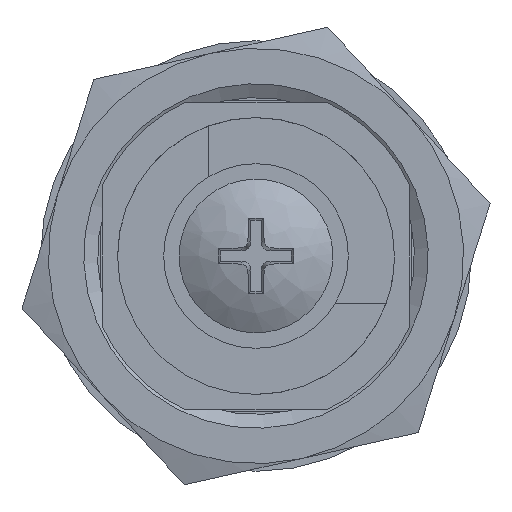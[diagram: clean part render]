
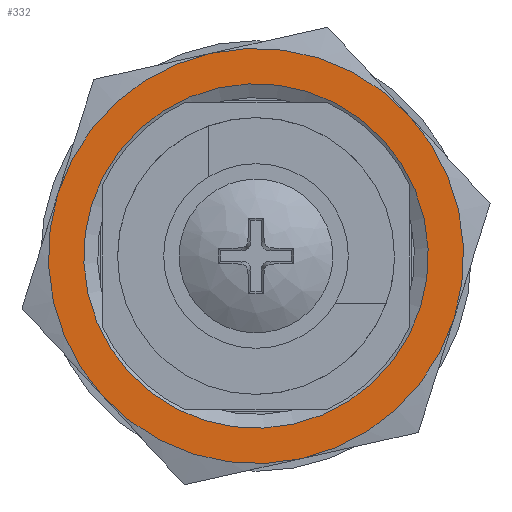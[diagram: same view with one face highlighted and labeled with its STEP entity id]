
A CAD part, front view. The second image highlights one B-rep face of the part: STEP entity #332.
In plain terms, the highlighted planar face has unit normal (0, -1, 0).
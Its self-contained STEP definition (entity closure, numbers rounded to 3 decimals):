
#332=ADVANCED_FACE('',(#500,#501),#502,.F.);
#500=FACE_BOUND('',#823,.T.);
#501=FACE_OUTER_BOUND('',#824,.T.);
#502=PLANE('',#825);
#823=EDGE_LOOP('',(#1619));
#824=EDGE_LOOP('',(#1620,#1621,#1622,#1623,#1624,#1625));
#825=AXIS2_PLACEMENT_3D('',#1626,#1627,#1628);
#1619=ORIENTED_EDGE('',*,*,#2752,.T.);
#1620=ORIENTED_EDGE('',*,*,#2753,.F.);
#1621=ORIENTED_EDGE('',*,*,#2754,.F.);
#1622=ORIENTED_EDGE('',*,*,#2755,.F.);
#1623=ORIENTED_EDGE('',*,*,#2756,.F.);
#1624=ORIENTED_EDGE('',*,*,#2720,.F.);
#1625=ORIENTED_EDGE('',*,*,#2757,.F.);
#1626=CARTESIAN_POINT('',(-4.665,-6.3,-14.874));
#1627=DIRECTION('',(0.,1.0,0.));
#1628=DIRECTION('',(0.218,0.,-0.976));
#2720=EDGE_CURVE('',#3139,#3136,#3141,.T.);
#2752=EDGE_CURVE('',#3200,#3200,#3201,.T.);
#2753=EDGE_CURVE('',#3202,#3147,#3203,.T.);
#2754=EDGE_CURVE('',#3204,#3202,#3205,.T.);
#2755=EDGE_CURVE('',#3206,#3204,#3207,.T.);
#2756=EDGE_CURVE('',#3136,#3206,#3208,.T.);
#2757=EDGE_CURVE('',#3147,#3139,#3209,.T.);
#3136=VERTEX_POINT('',#3852);
#3139=VERTEX_POINT('',#3860);
#3141=CIRCLE('',#3867,13.5);
#3147=VERTEX_POINT('',#3879);
#3200=VERTEX_POINT('',#3966);
#3201=CIRCLE('',#3967,11.2);
#3202=VERTEX_POINT('',#3968);
#3203=CIRCLE('',#3969,13.5);
#3204=VERTEX_POINT('',#3970);
#3205=CIRCLE('',#3971,13.5);
#3206=VERTEX_POINT('',#3972);
#3207=CIRCLE('',#3973,13.5);
#3208=CIRCLE('',#3974,13.5);
#3209=CIRCLE('',#3975,13.5);
#3852=CARTESIAN_POINT('',(-2.942,-6.3,13.176));
#3860=CARTESIAN_POINT('',(-12.881,-6.3,4.04));
#3867=AXIS2_PLACEMENT_3D('',#5726,#5727,#5728);
#3879=CARTESIAN_POINT('',(-9.94,-6.3,-9.135));
#3966=CARTESIAN_POINT('',(2.44,-6.3,-10.931));
#3967=AXIS2_PLACEMENT_3D('',#5770,#5771,#5772);
#3968=CARTESIAN_POINT('',(2.942,-6.3,-13.176));
#3969=AXIS2_PLACEMENT_3D('',#5773,#5774,#5775);
#3970=CARTESIAN_POINT('',(12.881,-6.3,-4.04));
#3971=AXIS2_PLACEMENT_3D('',#5776,#5777,#5778);
#3972=CARTESIAN_POINT('',(9.94,-6.3,9.135));
#3973=AXIS2_PLACEMENT_3D('',#5779,#5780,#5781);
#3974=AXIS2_PLACEMENT_3D('',#5782,#5783,#5784);
#3975=AXIS2_PLACEMENT_3D('',#5785,#5786,#5787);
#5726=CARTESIAN_POINT('',(0.,-6.3,0.));
#5727=DIRECTION('',(0.,1.0,0.));
#5728=DIRECTION('',(0.218,0.,-0.976));
#5770=CARTESIAN_POINT('',(0.,-6.3,0.));
#5771=DIRECTION('',(0.,1.0,0.));
#5772=DIRECTION('',(0.218,0.,-0.976));
#5773=CARTESIAN_POINT('',(0.,-6.3,0.));
#5774=DIRECTION('',(0.,1.0,0.));
#5775=DIRECTION('',(0.218,0.,-0.976));
#5776=CARTESIAN_POINT('',(0.,-6.3,0.));
#5777=DIRECTION('',(0.,1.0,0.));
#5778=DIRECTION('',(0.218,0.,-0.976));
#5779=CARTESIAN_POINT('',(0.,-6.3,0.));
#5780=DIRECTION('',(0.,1.0,0.));
#5781=DIRECTION('',(0.218,0.,-0.976));
#5782=CARTESIAN_POINT('',(0.,-6.3,0.));
#5783=DIRECTION('',(0.,1.0,0.));
#5784=DIRECTION('',(0.218,0.,-0.976));
#5785=CARTESIAN_POINT('',(0.,-6.3,0.));
#5786=DIRECTION('',(0.,1.0,0.));
#5787=DIRECTION('',(0.218,0.,-0.976));
